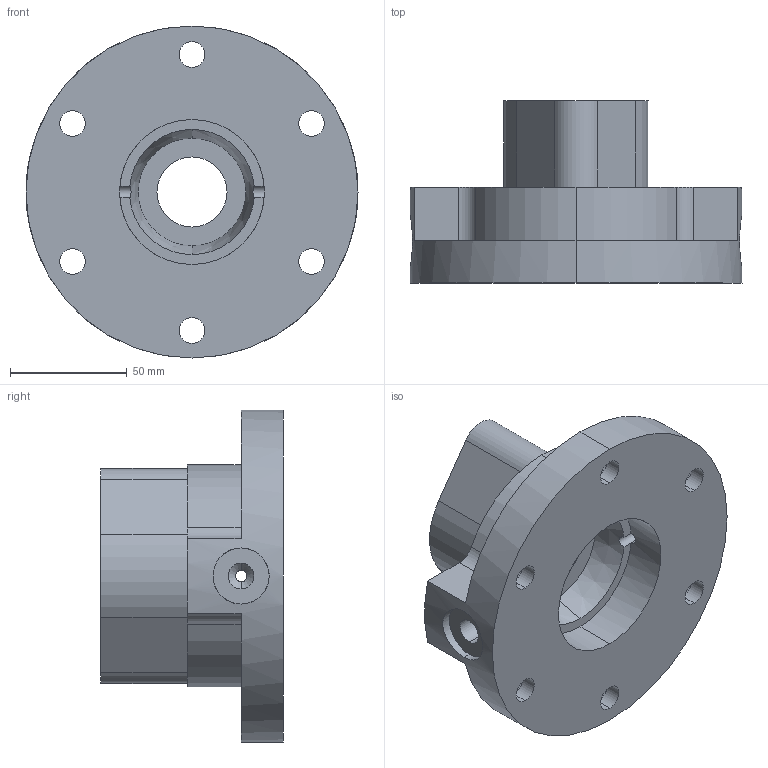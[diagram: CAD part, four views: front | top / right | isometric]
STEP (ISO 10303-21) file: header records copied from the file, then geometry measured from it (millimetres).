
FILE_DESCRIPTION (( 'STEP AP214' ), '1' );
FILE_NAME ('Compliqué.STEP', '2025-09-11T23:04:26', ( '' ), ( '' ), 'SwSTEP 2.0', 'SolidWorks 2024', '' );
FILE_SCHEMA (( 'AUTOMOTIVE_DESIGN' ));
Length unit declared in the file: millimetre
Products named in the file (1): Compliqué
Bounding box: 142 x 78 x 142 mm (x, y, z)
Volume: 442404.2 mm3; surface area: 75270 mm2
Topology: 1 solids, 1 shells, 99 faces, 248 edges, 158 vertices
Faces by surface type: cylinder 64, plane 25, cone 10
Entity records: 3463 total; most frequent: CARTESIAN_POINT 948, DIRECTION 560, ORIENTED_EDGE 488, EDGE_CURVE 244, AXIS2_PLACEMENT_3D 228, VERTEX_POINT 158, EDGE_LOOP 132, CIRCLE 128
